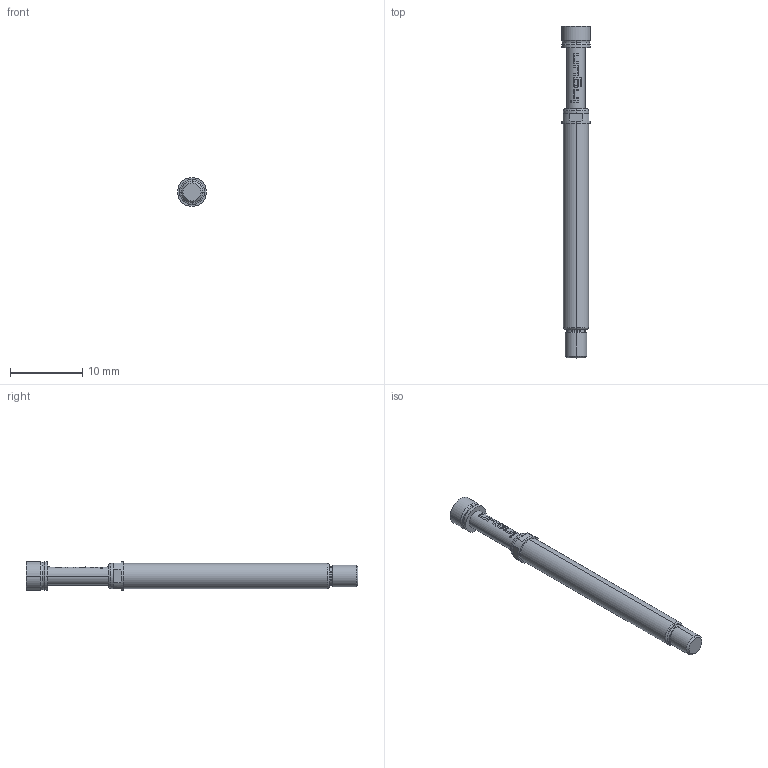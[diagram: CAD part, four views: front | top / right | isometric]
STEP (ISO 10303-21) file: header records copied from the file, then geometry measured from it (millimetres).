
FILE_DESCRIPTION (( 'STEP AP203' ), '1' );
FILE_NAME ('INGUN_HSS-150_302_400_A_xx02_MH.STEP', '2021-01-18T11:03:38', ( '' ), ( '' ), 'SwSTEP 2.0', 'SolidWorks 2018', '' );
FILE_SCHEMA (( 'CONFIG_CONTROL_DESIGN' ));
Length unit declared in the file: millimetre
Products named in the file (1): INGUN_HSS-150_302_400_A_xx02_MH
Bounding box: 4 x 46.1 x 4 mm (x, y, z)
Volume: 402.6 mm3; surface area: 520.2 mm2
Topology: 1 solids, 1 shells, 114 faces, 288 edges, 188 vertices
Faces by surface type: bspline 59, cylinder 22, plane 19, torus 10, cone 4
Entity records: 4717 total; most frequent: CARTESIAN_POINT 2378, ORIENTED_EDGE 576, EDGE_CURVE 288, DIRECTION 280, VERTEX_POINT 188, B_SPLINE_CURVE_WITH_KNOTS 186, EDGE_LOOP 126, AXIS2_PLACEMENT_3D 122
